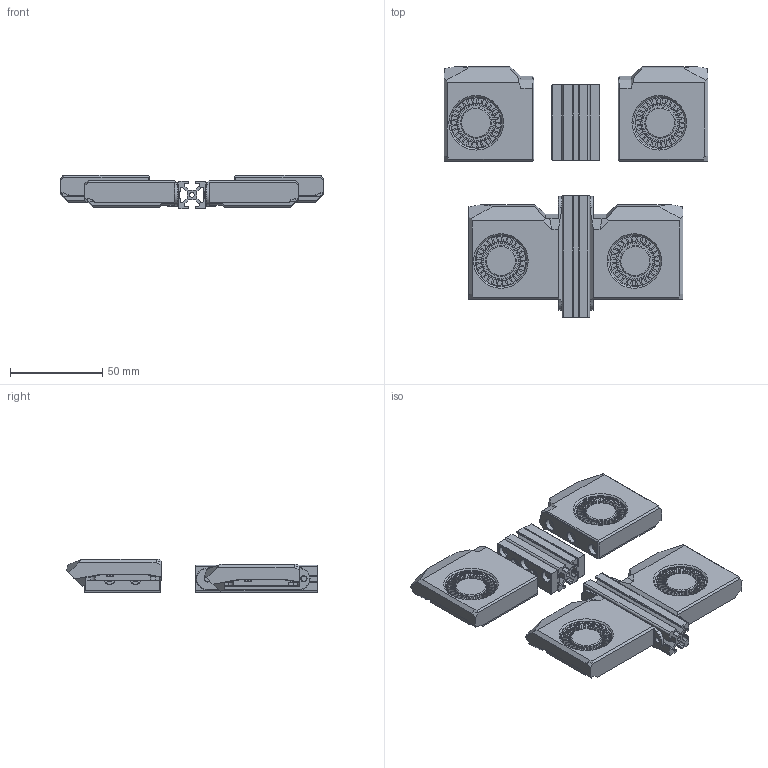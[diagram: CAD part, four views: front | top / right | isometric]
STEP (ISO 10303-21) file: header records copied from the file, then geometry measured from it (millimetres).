
FILE_DESCRIPTION(/* description */ ('','CAx-IF Rec.Pracs.---Representation and Presentation of Product Manufacturing Information (PMI)---4.0---2014-10-13'),/* implementation_level */ '2;1');
FILE_NAME(/* name */ '4010 Blower Magnetic Mount v16.step',/* time_stamp */ '2025-01-07T22:22:42-07:00',/* author */ (''),/* organization */ (''),/* preprocessor_version */ 'ST-DEVELOPER v20',/* originating_system */ 'Autodesk Translation Framework v13.20.0.188',/* authorisation */ '');
FILE_SCHEMA (('AP242_MANAGED_MODEL_BASED_3D_ENGINEERING_MIM_LF { 1 0 10303 442 1 1 4 }'));
Products named in the file (13): 4010 Blower Magnetic Mount; Static Fan; Right Duct (2); Left_Duct v1; DLLPDF 1515 (1); 4010 Blower Fan (1); Magnetic Fan; Fan Shroud; Left_Duct v1_1; Left_Duct v1_2; 4010 Blower Fan; Magnet Mount ; DLLPDF 1515
Assembly tree (12 placements, depth 4):
  4010 Blower Magnetic Mount
    Static Fan
      Right Duct (2)
      Left_Duct v1
      DLLPDF 1515 (1)
      4010 Blower Fan (1)
    Magnetic Fan
      Fan Shroud
        Left_Duct v1_1
        Left_Duct v1_2
        4010 Blower Fan
      Magnet Mount 
        DLLPDF 1515
Bounding box: 143.18 x 136.06 x 18.19 mm (x, y, z)
Volume: 68610.2 mm3; surface area: 90942.2 mm2
Topology: 12 solids, 12 shells, 1840 faces, 5182 edges, 3402 vertices
Faces by surface type: plane 1104, cylinder 682, cone 40, bspline 10, torus 4
Full cylindrical faces by diameter (mm): 1.3 x8, 1.5 x4, 1.8 x16, 2.5 x16, 2.515 x2, 3 x8, 4.2 x16, 5.8 x4, 6 x2, 6.1 x4, 6.2 x6, 15.75 x4, 16.75 x4, 27 x4, 28 x4
Entity records: 61067 total; most frequent: CARTESIAN_POINT 11294, DIRECTION 10608, ORIENTED_EDGE 10376, EDGE_CURVE 5188, AXIS2_PLACEMENT_3D 3628, VERTEX_POINT 3402, LINE 3352, VECTOR 3352
